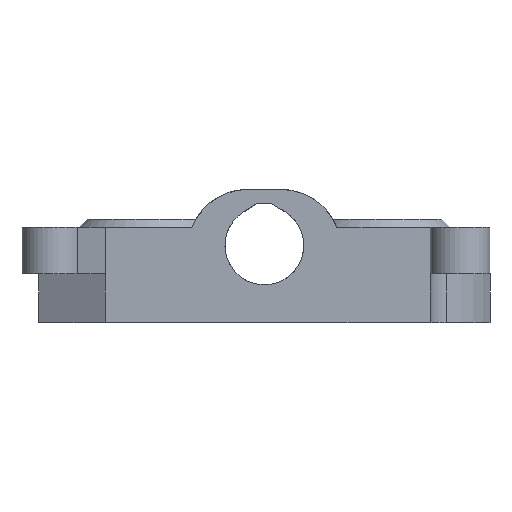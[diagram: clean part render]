
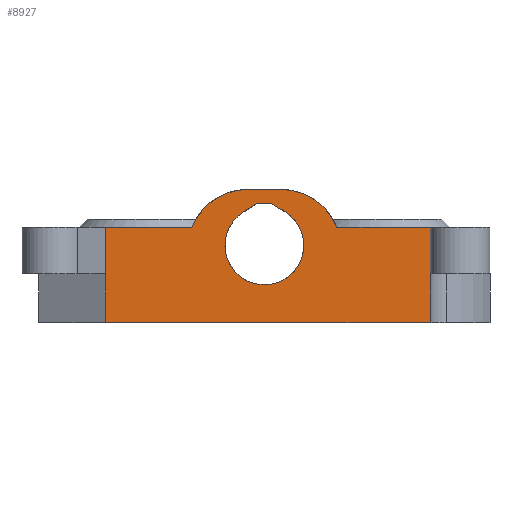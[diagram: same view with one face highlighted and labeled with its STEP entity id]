
A CAD part, front view. The second image highlights one B-rep face of the part: STEP entity #8927.
In plain terms, the highlighted planar face has unit normal (0, -1, 0).
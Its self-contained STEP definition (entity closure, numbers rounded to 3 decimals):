
#1032=LINE('',#10459,#1590);
#1435=LINE('',#17204,#1993);
#1504=LINE('',#18572,#2062);
#1507=LINE('',#18577,#2065);
#1509=LINE('',#18581,#2067);
#1551=LINE('',#19111,#2109);
#1555=LINE('',#19132,#2113);
#1564=LINE('',#19179,#2122);
#1568=LINE('',#19194,#2126);
#1577=LINE('',#19215,#2135);
#1578=LINE('',#19217,#2136);
#1590=VECTOR('',#9293,10.);
#1993=VECTOR('',#9816,10.);
#2062=VECTOR('',#10093,10.);
#2065=VECTOR('',#10098,10.);
#2067=VECTOR('',#10102,10.);
#2109=VECTOR('',#10290,10.);
#2113=VECTOR('',#10306,10.);
#2122=VECTOR('',#10355,10.);
#2126=VECTOR('',#10371,10.);
#2135=VECTOR('',#10400,10.);
#2136=VECTOR('',#10403,10.);
#2231=FACE_BOUND('',#3237,.T.);
#2710=FACE_OUTER_BOUND('',#3236,.T.);
#3236=EDGE_LOOP('',(#8318,#8319,#8320,#8321,#8322,#8323,#8324,#8325,#8326,
#8327));
#3237=EDGE_LOOP('',(#8328,#8329,#8330,#8331));
#3329=CIRCLE('',#9161,7.25);
#3350=CIRCLE('',#9203,11.142);
#3356=CIRCLE('',#9211,11.142);
#3385=VERTEX_POINT('',#10456);
#3386=VERTEX_POINT('',#10458);
#4040=VERTEX_POINT('',#17201);
#4041=VERTEX_POINT('',#17203);
#4190=VERTEX_POINT('',#18569);
#4191=VERTEX_POINT('',#18571);
#4192=VERTEX_POINT('',#18575);
#4193=VERTEX_POINT('',#18579);
#4241=VERTEX_POINT('',#19108);
#4242=VERTEX_POINT('',#19110);
#4243=VERTEX_POINT('',#19124);
#4245=VERTEX_POINT('',#19131);
#4255=VERTEX_POINT('',#19177);
#4260=VERTEX_POINT('',#19193);
#4284=EDGE_CURVE('',#3386,#3385,#1032,.T.);
#5259=EDGE_CURVE('',#4040,#4041,#1435,.T.);
#5472=EDGE_CURVE('',#4191,#4190,#1504,.T.);
#5475=EDGE_CURVE('',#4190,#4192,#1507,.T.);
#5477=EDGE_CURVE('',#4192,#4193,#1509,.T.);
#5538=EDGE_CURVE('',#4193,#4191,#3329,.T.);
#5576=EDGE_CURVE('',#4242,#4241,#1551,.T.);
#5580=EDGE_CURVE('',#4243,#4242,#3350,.T.);
#5584=EDGE_CURVE('',#4245,#4243,#1555,.T.);
#5591=EDGE_CURVE('',#4241,#3386,#3356,.T.);
#5603=EDGE_CURVE('',#4040,#4255,#1564,.T.);
#5610=EDGE_CURVE('',#4041,#4260,#1568,.T.);
#5621=EDGE_CURVE('',#4255,#4245,#1577,.T.);
#5622=EDGE_CURVE('',#4260,#3385,#1578,.T.);
#8318=ORIENTED_EDGE('',*,*,#4284,.T.);
#8319=ORIENTED_EDGE('',*,*,#5622,.F.);
#8320=ORIENTED_EDGE('',*,*,#5610,.F.);
#8321=ORIENTED_EDGE('',*,*,#5259,.F.);
#8322=ORIENTED_EDGE('',*,*,#5603,.T.);
#8323=ORIENTED_EDGE('',*,*,#5621,.T.);
#8324=ORIENTED_EDGE('',*,*,#5584,.T.);
#8325=ORIENTED_EDGE('',*,*,#5580,.T.);
#8326=ORIENTED_EDGE('',*,*,#5576,.T.);
#8327=ORIENTED_EDGE('',*,*,#5591,.T.);
#8328=ORIENTED_EDGE('',*,*,#5472,.T.);
#8329=ORIENTED_EDGE('',*,*,#5475,.T.);
#8330=ORIENTED_EDGE('',*,*,#5477,.T.);
#8331=ORIENTED_EDGE('',*,*,#5538,.T.);
#8447=PLANE('',#9243);
#8927=ADVANCED_FACE('',(#2710,#2231),#8447,.T.);
#9161=AXIS2_PLACEMENT_3D('',#19013,#10196,#10197);
#9203=AXIS2_PLACEMENT_3D('',#19125,#10297,#10298);
#9211=AXIS2_PLACEMENT_3D('',#19151,#10317,#10318);
#9243=AXIS2_PLACEMENT_3D('',#19216,#10401,#10402);
#9293=DIRECTION('',(-1.,0.,0.));
#9816=DIRECTION('',(-1.,0.,0.));
#10093=DIRECTION('',(0.852,0.,0.524));
#10098=DIRECTION('',(1.,0.,0.));
#10102=DIRECTION('',(0.852,0.,-0.524));
#10196=DIRECTION('center_axis',(0.,1.,0.));
#10197=DIRECTION('ref_axis',(-1.,0.,0.));
#10290=DIRECTION('',(-1.,0.,0.));
#10297=DIRECTION('center_axis',(0.,-1.,0.));
#10298=DIRECTION('ref_axis',(0.928,0.,0.372));
#10306=DIRECTION('',(-1.,0.,0.));
#10317=DIRECTION('center_axis',(0.,-1.,0.));
#10318=DIRECTION('ref_axis',(0.,0.,
1.));
#10355=DIRECTION('',(0.,0.,1.));
#10371=DIRECTION('',(0.,0.,1.));
#10400=DIRECTION('',(0.,0.,1.));
#10401=DIRECTION('center_axis',(0.,-1.,0.));
#10402=DIRECTION('ref_axis',(1.,0.,0.));
#10403=DIRECTION('',(0.,0.,1.));
#10456=CARTESIAN_POINT('',(-29.242,-23.,17.5));
#10458=CARTESIAN_POINT('',(-13.344,-23.,17.5));
#10459=CARTESIAN_POINT('',(-39.269,-23.,17.5));
#17201=CARTESIAN_POINT('',(30.5,-23.,0.));
#17203=CARTESIAN_POINT('',(-29.242,-23.,0.));
#17204=CARTESIAN_POINT('',(30.5,-23.,0.));
#18569=CARTESIAN_POINT('',(-1.2,-23.,21.974));
#18571=CARTESIAN_POINT('',(-3.8,-23.,20.374));
#18572=CARTESIAN_POINT('',(-16.274,-23.,12.698));
#18575=CARTESIAN_POINT('',(1.2,-23.,21.974));
#18577=CARTESIAN_POINT('',(-14.021,-23.,21.974));
#18579=CARTESIAN_POINT('',(3.8,-23.,20.374));
#18581=CARTESIAN_POINT('',(-3.636,-23.,24.95));
#19013=CARTESIAN_POINT('Origin',(0.,-23.,
14.2));
#19108=CARTESIAN_POINT('',(-3.,-23.,24.5));
#19110=CARTESIAN_POINT('',(3.,-23.,24.5));
#19111=CARTESIAN_POINT('',(-16.121,-23.,24.5));
#19124=CARTESIAN_POINT('',(13.344,-23.,17.5));
#19125=CARTESIAN_POINT('Origin',(3.,-23.,13.358));
#19131=CARTESIAN_POINT('',(30.5,-23.,17.5));
#19132=CARTESIAN_POINT('',(-7.949,-23.,17.5));
#19151=CARTESIAN_POINT('Origin',(-3.,-23.,13.358));
#19177=CARTESIAN_POINT('',(30.5,-23.,9.));
#19179=CARTESIAN_POINT('',(30.5,-23.,0.));
#19193=CARTESIAN_POINT('',(-29.242,-23.,9.));
#19194=CARTESIAN_POINT('',(-29.242,-23.,0.));
#19215=CARTESIAN_POINT('',(30.5,-23.,0.));
#19216=CARTESIAN_POINT('Origin',(-29.242,-23.,0.));
#19217=CARTESIAN_POINT('',(-29.242,-23.,0.));
